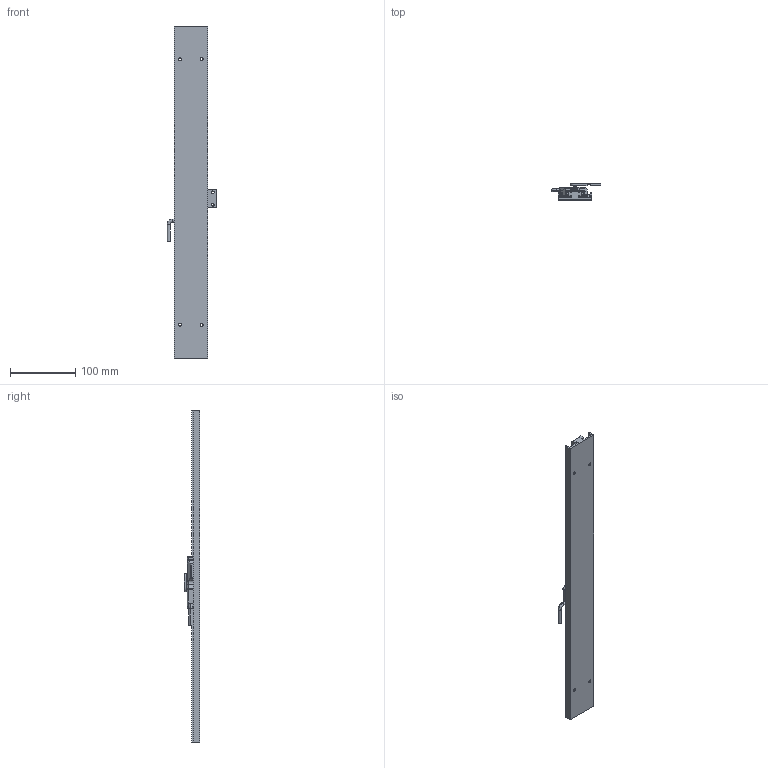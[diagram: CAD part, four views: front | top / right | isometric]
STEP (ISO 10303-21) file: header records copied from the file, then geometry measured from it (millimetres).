
FILE_DESCRIPTION (( 'STEP AP214' ), '1' );
FILE_NAME ('901-2902-dro-enc.STEP', '2016-04-19T20:55:47', ( '' ), ( '' ), 'SwSTEP 2.0', 'SolidWorks 2016', '' );
FILE_SCHEMA (( 'AUTOMOTIVE_DESIGN' ));
Length unit declared in the file: inch
Products named in the file (9): Guide Clip; 701-1900-xxx Series II IND Encoder_Scale panel hidden; 100-3002-001 Readhead wiper; Round Cable; Readhead Screw; IND Readhead bearing; 100-2000-201 IND Readhead Housing; 290 extrusion_20" with holes; 901-2902-dro-enc
Assembly tree (17 placements, depth 3):
  901-2902-dro-enc
    290 extrusion_20" with holes
    701-1900-xxx Series II IND Encoder_Scale panel hidden
      100-2000-201 IND Readhead Housing
      IND Readhead bearing
      Readhead Screw  x9
      Round Cable
      100-3002-001 Readhead wiper  x2
    Guide Clip
Bounding box: 76.27 x 24.13 x 508 mm (x, y, z)
Volume: 189714.5 mm3; surface area: 115989.3 mm2
Topology: 16 solids, 16 shells, 985 faces, 2332 edges, 1401 vertices
Faces by surface type: plane 536, cylinder 320, torus 44, sphere 38, bspline 33, cone 14
Entity records: 21402 total; most frequent: CARTESIAN_POINT 4544, DIRECTION 3518, ORIENTED_EDGE 3406, EDGE_CURVE 1703, AXIS2_PLACEMENT_3D 1249, VERTEX_POINT 1064, LINE 1020, VECTOR 1020
